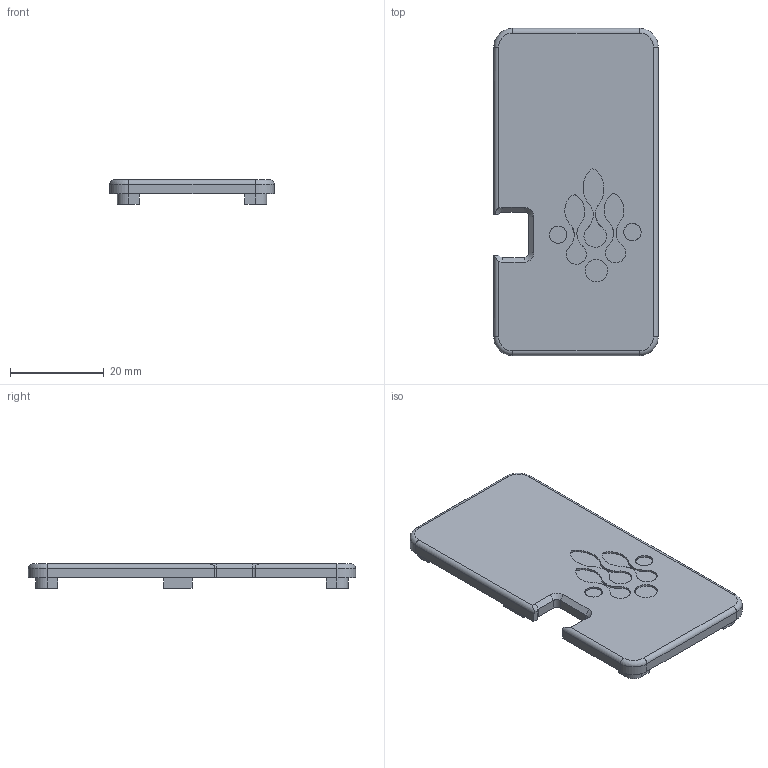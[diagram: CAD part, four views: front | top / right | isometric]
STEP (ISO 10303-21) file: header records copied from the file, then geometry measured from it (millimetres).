
FILE_DESCRIPTION(/* description */ (''),/* implementation_level */ '2;1');
FILE_NAME(/* name */ '',/* time_stamp */ '2024-04-14T21:28:46+08:00',/* author */ (''),/* organization */ (''),/* preprocessor_version */ 'ST-DEVELOPER v20',/* originating_system */ 'Autodesk Translation Framework v12.20.1.177',/* authorisation */ '');
FILE_SCHEMA (('AUTOMOTIVE_DESIGN { 1 0 10303 214 3 1 1 }'));
Length unit declared in the file: millimetre
Products named in the file (1): Fusion 零部件
Bounding box: 34.99 x 69.69 x 5.2 mm (x, y, z)
Volume: 7064.1 mm3; surface area: 5511.2 mm2
Topology: 1 solids, 1 shells, 224 faces, 619 edges, 408 vertices
Faces by surface type: bspline 131, plane 61, cylinder 24, cone 4, torus 4
Entity records: 7465 total; most frequent: CARTESIAN_POINT 2817, ORIENTED_EDGE 1238, DIRECTION 677, EDGE_CURVE 619, VERTEX_POINT 408, LINE 297, VECTOR 297, EDGE_LOOP 235
